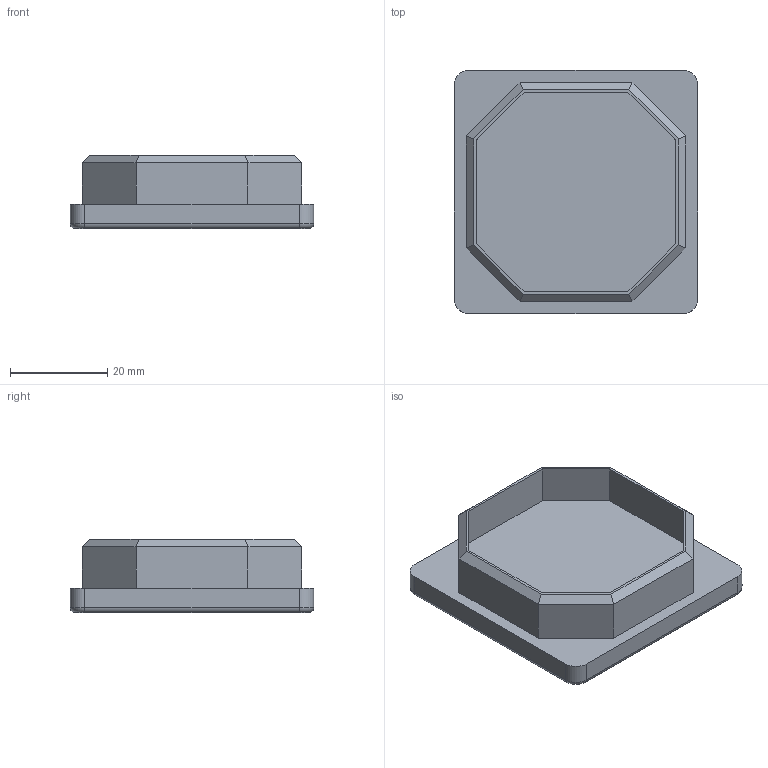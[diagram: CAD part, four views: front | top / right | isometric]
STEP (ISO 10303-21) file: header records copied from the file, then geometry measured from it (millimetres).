
FILE_DESCRIPTION(/* description */ (''),/* implementation_level */ '2;1');
FILE_NAME(/* name */ 'Tischbeinabdeckung.step',/* time_stamp */ '2024-02-17T11:27:51+01:00',/* author */ (''),/* organization */ (''),/* preprocessor_version */ 'ST-DEVELOPER v20',/* originating_system */ 'Autodesk Translation Framework v12.20.1.177',/* authorisation */ '');
FILE_SCHEMA (('AUTOMOTIVE_DESIGN { 1 0 10303 214 3 1 1 }'));
Length unit declared in the file: millimetre
Products named in the file (1): Tischbeinabdeckung
Bounding box: 50 x 50 x 15 mm (x, y, z)
Volume: 18177.6 mm3; surface area: 8406.1 mm2
Topology: 1 solids, 1 shells, 44 faces, 104 edges, 64 vertices
Faces by surface type: plane 32, cylinder 8, torus 4
Entity records: 1273 total; most frequent: DIRECTION 214, CARTESIAN_POINT 213, ORIENTED_EDGE 208, EDGE_CURVE 104, LINE 84, VECTOR 84, AXIS2_PLACEMENT_3D 65, VERTEX_POINT 64
